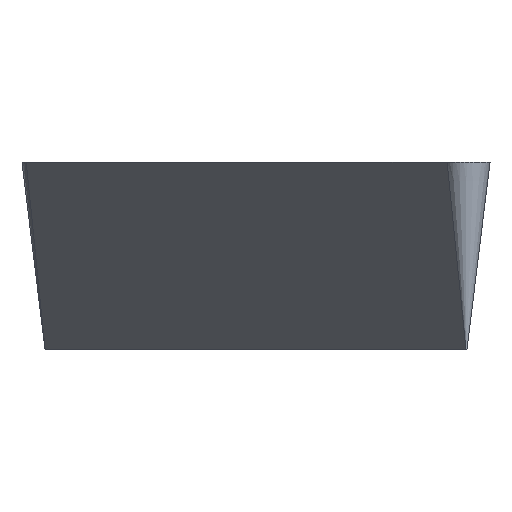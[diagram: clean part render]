
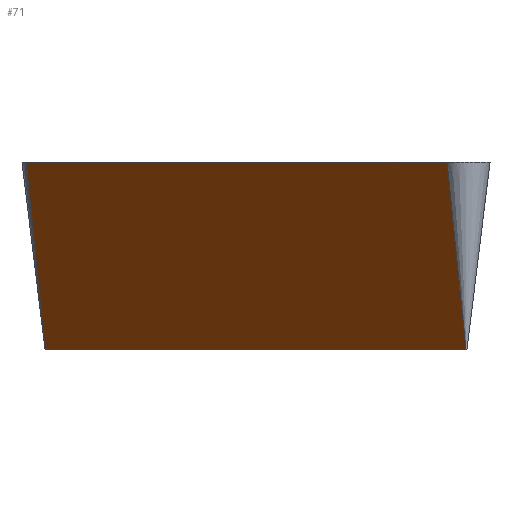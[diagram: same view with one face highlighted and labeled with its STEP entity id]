
A CAD part, left-side view. The second image highlights one B-rep face of the part: STEP entity #71.
In plain terms, the highlighted planar face has unit normal (-0.569, 0.813, -0.122).
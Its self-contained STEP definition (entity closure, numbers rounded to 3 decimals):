
#55=FACE_OUTER_BOUND('',#99,.T.);
#71=ADVANCED_FACE('',(#55),#79,.T.);
#79=PLANE('',#419);
#99=EDGE_LOOP('',(#163,#164,#165,#166));
#163=ORIENTED_EDGE('',*,*,#237,.T.);
#164=ORIENTED_EDGE('',*,*,#227,.T.);
#165=ORIENTED_EDGE('',*,*,#238,.F.);
#166=ORIENTED_EDGE('',*,*,#206,.F.);
#182=VERTEX_POINT('',#551);
#183=VERTEX_POINT('',#553);
#198=VERTEX_POINT('',#594);
#199=VERTEX_POINT('',#596);
#206=EDGE_CURVE('',#182,#183,#301,.T.);
#227=EDGE_CURVE('',#199,#198,#309,.T.);
#237=EDGE_CURVE('',#182,#199,#316,.T.);
#238=EDGE_CURVE('',#183,#198,#317,.T.);
#301=LINE('',#552,#325);
#309=LINE('',#595,#333);
#316=LINE('',#614,#340);
#317=LINE('',#616,#341);
#325=VECTOR('',#448,1.);
#333=VECTOR('',#494,1.);
#340=VECTOR('',#517,1.);
#341=VECTOR('',#520,1.);
#419=AXIS2_PLACEMENT_3D('',#617,#521,#522);
#448=DIRECTION('',(-0.819,-0.574,0.));
#494=DIRECTION('',(-0.819,-0.574,0.));
#517=DIRECTION('',(0.07,-0.1,-0.993));
#520=DIRECTION('',(0.07,-0.1,-0.993));
#521=DIRECTION('',(-0.569,0.813,-0.122));
#522=DIRECTION('',(0.819,0.574,0.));
#551=CARTESIAN_POINT('',(-1.355,3.898,0.));
#552=CARTESIAN_POINT('',(-1.355,3.898,0.));
#553=CARTESIAN_POINT('',(-11.552,-3.242,0.));
#594=CARTESIAN_POINT('',(-11.328,-3.562,-3.18));
#595=CARTESIAN_POINT('',(-1.131,3.578,-3.18));
#596=CARTESIAN_POINT('',(-1.131,3.578,-3.18));
#614=CARTESIAN_POINT('',(-1.355,3.898,0.));
#616=CARTESIAN_POINT('',(-11.552,-3.242,0.));
#617=CARTESIAN_POINT('',(-0.438,4.54,0.));
